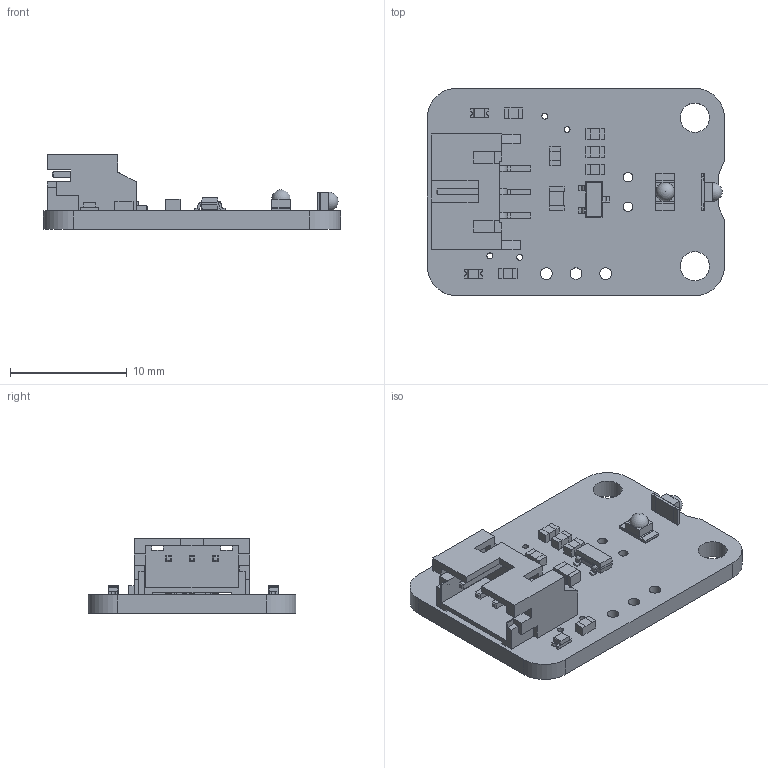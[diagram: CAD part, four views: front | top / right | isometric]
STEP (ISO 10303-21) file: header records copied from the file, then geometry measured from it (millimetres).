
FILE_DESCRIPTION(/* description */ (''),/* implementation_level */ '2;1');
FILE_NAME(/* name */ 'PCB Component.step',/* time_stamp */ '2022-11-16T16:01:41-05:00',/* author */ (''),/* organization */ (''),/* preprocessor_version */ 'ST-DEVELOPER v19.2',/* originating_system */ 'Autodesk Translation Framework v11.17.0.187',/* authorisation */ '');
FILE_SCHEMA (('AUTOMOTIVE_DESIGN { 1 0 10303 214 3 1 1 }'));
Length unit declared in the file: millimetre
Products named in the file (9): PCB Component; Board; 10uF; RED; 22; JST PH 3; AO3406; 1206 IR 940nm; 1206 IR 940nm Side
Assembly tree (14 placements, depth 2):
  PCB Component
    Board
    10uF
    RED  x2
    22  x6
    JST PH 3
    AO3406
    1206 IR 940nm
    1206 IR 940nm Side
Bounding box: 25.4 x 17.78 x 6.37 mm (x, y, z)
Volume: 812.3 mm3; surface area: 1710.7 mm2
Topology: 32 solids, 32 shells, 561 faces, 1443 edges, 944 vertices
Faces by surface type: plane 481, cylinder 54, bspline 24, sphere 2
Full cylindrical faces by diameter (mm): 0.5 x6, 0.813 x2, 1 x6, 2.5 x2
Entity records: 13969 total; most frequent: CARTESIAN_POINT 2995, ORIENTED_EDGE 2204, DIRECTION 2050, EDGE_CURVE 1102, LINE 952, VECTOR 952, VERTEX_POINT 718, AXIS2_PLACEMENT_3D 549
